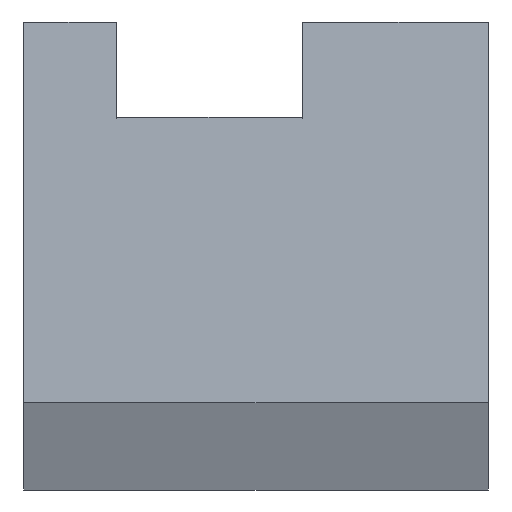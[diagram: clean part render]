
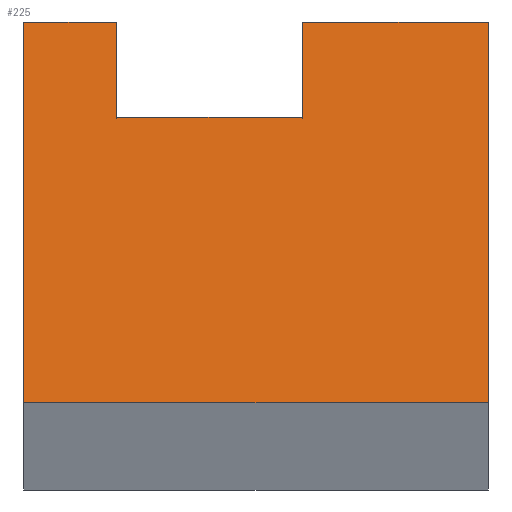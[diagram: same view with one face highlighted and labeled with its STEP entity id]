
A CAD part, left-side view. The second image highlights one B-rep face of the part: STEP entity #225.
In plain terms, the highlighted planar face has unit normal (-0.989, 0, 0.145).
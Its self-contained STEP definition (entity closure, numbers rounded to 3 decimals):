
#24=FACE_OUTER_BOUND('',#37,.T.);
#37=EDGE_LOOP('',(#168,#169,#170,#171,#172,#173,#174,#175));
#45=LINE('',#338,#71);
#49=LINE('',#346,#75);
#54=LINE('',#356,#80);
#56=LINE('',#360,#82);
#57=LINE('',#362,#83);
#58=LINE('',#364,#84);
#59=LINE('',#366,#85);
#60=LINE('',#367,#86);
#71=VECTOR('',#278,10.);
#75=VECTOR('',#284,10.);
#80=VECTOR('',#293,10.);
#82=VECTOR('',#297,10.);
#83=VECTOR('',#298,10.);
#84=VECTOR('',#299,10.);
#85=VECTOR('',#300,10.);
#86=VECTOR('',#301,10.);
#101=VERTEX_POINT('',#336);
#102=VERTEX_POINT('',#337);
#105=VERTEX_POINT('',#345);
#108=VERTEX_POINT('',#355);
#109=VERTEX_POINT('',#359);
#110=VERTEX_POINT('',#361);
#111=VERTEX_POINT('',#363);
#112=VERTEX_POINT('',#365);
#121=EDGE_CURVE('',#101,#102,#45,.T.);
#125=EDGE_CURVE('',#102,#105,#49,.T.);
#130=EDGE_CURVE('',#108,#101,#54,.T.);
#132=EDGE_CURVE('',#105,#109,#56,.T.);
#133=EDGE_CURVE('',#110,#109,#57,.T.);
#134=EDGE_CURVE('',#111,#110,#58,.T.);
#135=EDGE_CURVE('',#111,#112,#59,.T.);
#136=EDGE_CURVE('',#112,#108,#60,.T.);
#168=ORIENTED_EDGE('',*,*,#130,.T.);
#169=ORIENTED_EDGE('',*,*,#121,.T.);
#170=ORIENTED_EDGE('',*,*,#125,.T.);
#171=ORIENTED_EDGE('',*,*,#132,.T.);
#172=ORIENTED_EDGE('',*,*,#133,.F.);
#173=ORIENTED_EDGE('',*,*,#134,.F.);
#174=ORIENTED_EDGE('',*,*,#135,.T.);
#175=ORIENTED_EDGE('',*,*,#136,.T.);
#213=PLANE('',#255);
#225=ADVANCED_FACE('',(#24),#213,.T.);
#255=AXIS2_PLACEMENT_3D('',#358,#295,#296);
#278=DIRECTION('',(0.,1.,0.));
#284=DIRECTION('',(0.145,0.,0.989));
#293=DIRECTION('',(-0.145,0.,-0.989));
#295=DIRECTION('center_axis',(-0.989,0.,0.145));
#296=DIRECTION('ref_axis',(0.145,0.,0.989));
#297=DIRECTION('',(0.,1.,0.));
#298=DIRECTION('',(0.145,0.,0.989));
#299=DIRECTION('',(0.,1.,0.));
#300=DIRECTION('',(0.145,0.,0.989));
#301=DIRECTION('',(0.,1.,0.));
#336=CARTESIAN_POINT('',(23.176,5.,8.017));
#337=CARTESIAN_POINT('',(23.176,9.,8.017));
#338=CARTESIAN_POINT('',(23.176,4.,8.017));
#345=CARTESIAN_POINT('',(23.475,9.,10.066));
#346=CARTESIAN_POINT('',(22.876,9.,5.969));
#355=CARTESIAN_POINT('',(23.475,5.,10.066));
#356=CARTESIAN_POINT('',(22.558,5.,3.803));
#358=CARTESIAN_POINT('Origin',(22.276,1.,1.873));
#359=CARTESIAN_POINT('',(23.475,11.,10.066));
#360=CARTESIAN_POINT('',(23.475,1.,10.066));
#361=CARTESIAN_POINT('',(22.276,11.,1.873));
#362=CARTESIAN_POINT('',(22.276,11.,1.873));
#363=CARTESIAN_POINT('',(22.276,1.,1.873));
#364=CARTESIAN_POINT('',(22.276,1.,1.873));
#365=CARTESIAN_POINT('',(23.475,1.,10.066));
#366=CARTESIAN_POINT('',(22.276,1.,1.873));
#367=CARTESIAN_POINT('',(23.475,1.,10.066));
